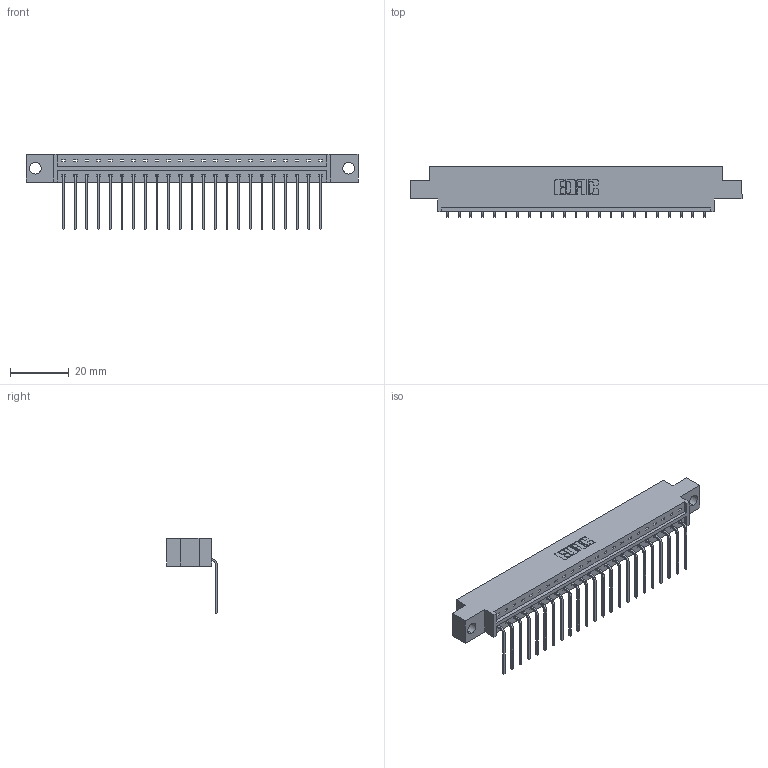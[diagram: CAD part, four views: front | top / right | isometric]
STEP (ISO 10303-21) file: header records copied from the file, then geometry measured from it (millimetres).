
FILE_DESCRIPTION (( 'STEP AP203' ), '1' );
FILE_NAME ('333-023-559-604.STEP', '2018-08-02T03:53:14', ( '' ), ( '' ), 'SwSTEP 2.0', 'SolidWorks 2016', '' );
FILE_SCHEMA (( 'CONFIG_CONTROL_DESIGN' ));
Length unit declared in the file: inch
Products named in the file (3): 333 Part_Offset - .156 Dia - TH; 345-292-001_558 559 Tail - 1; 333-023-559-604
Assembly tree (24 placements, depth 2):
  333-023-559-604
    333 Part_Offset - .156 Dia - TH
    345-292-001_558 559 Tail - 1  x23
Bounding box: 112.67 x 17.09 x 25.53 mm (x, y, z)
Volume: 10935.8 mm3; surface area: 12171.3 mm2
Topology: 24 solids, 24 shells, 1498 faces, 4509 edges, 2974 vertices
Faces by surface type: plane 1086, cylinder 412
Entity records: 16737 total; most frequent: CARTESIAN_POINT 2899, ORIENTED_EDGE 2858, DIRECTION 2483, EDGE_CURVE 1429, VECTOR 1301, LINE 1301, VERTEX_POINT 950, AXIS2_PLACEMENT_3D 591
